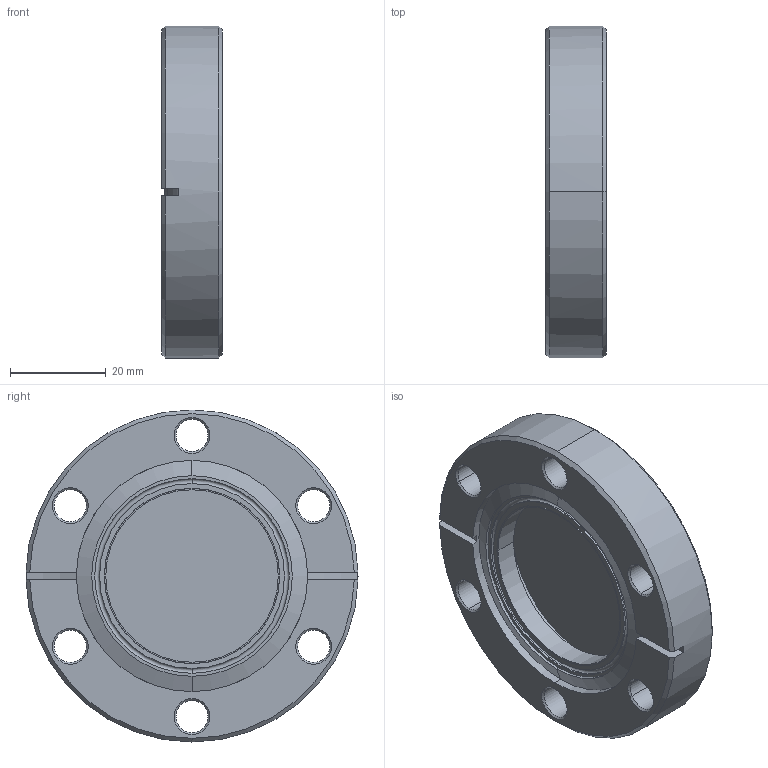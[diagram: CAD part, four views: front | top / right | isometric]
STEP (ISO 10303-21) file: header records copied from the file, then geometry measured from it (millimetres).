
FILE_DESCRIPTION (( 'STEP AP203' ), '1' );
FILE_NAME ('9722005.STEP', '2009-10-13T12:26:23', ( 'MIS' ), ( 'ISI INSULATORSEAL' ), 'SwSTEP 2.0', 'SolidWorks 2008', '' );
FILE_SCHEMA (( 'CONFIG_CONTROL_DESIGN' ));
Length unit declared in the file: inch
Products named in the file (5): 0194301M; 1002202A; 1004601A; 0194601H; 9722005
Assembly tree (4 placements, depth 3):
  9722005
    1004601A
      0194301M
      1002202A
    0194601H
Bounding box: 12.7 x 69.34 x 69.34 mm (x, y, z)
Volume: 31508.1 mm3; surface area: 18151.8 mm2
Topology: 3 solids, 3 shells, 106 faces, 238 edges, 143 vertices
Faces by surface type: cylinder 40, cone 39, plane 21, torus 6
Entity records: 3534 total; most frequent: DIRECTION 589, CARTESIAN_POINT 519, ORIENTED_EDGE 476, AXIS2_PLACEMENT_3D 245, EDGE_CURVE 238, VERTEX_POINT 143, CIRCLE 131, EDGE_LOOP 127
